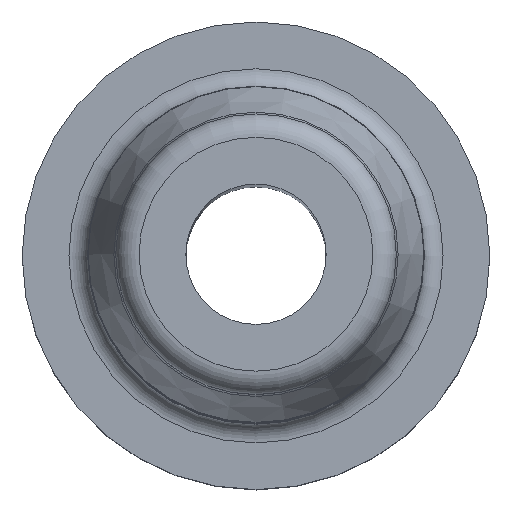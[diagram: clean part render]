
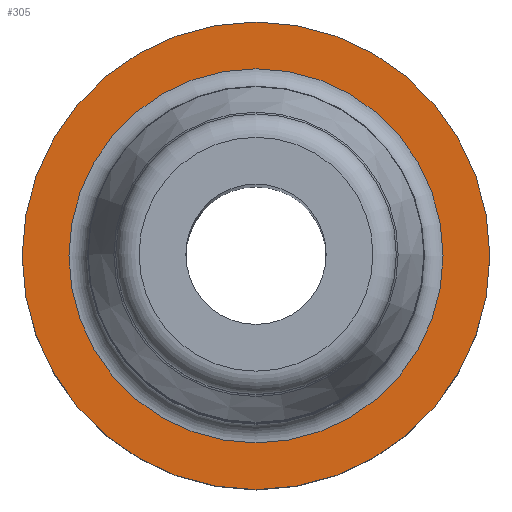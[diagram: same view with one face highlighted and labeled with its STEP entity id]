
A CAD part, top view. The second image highlights one B-rep face of the part: STEP entity #305.
In plain terms, the highlighted planar face has unit normal (0, 0, 1).
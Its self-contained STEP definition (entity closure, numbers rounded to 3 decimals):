
#36=PLANE('',#361);
#68=ORIENTED_EDGE('',*,*,#108,.T.);
#69=ORIENTED_EDGE('',*,*,#107,.F.);
#107=EDGE_CURVE('',#134,#134,#161,.T.);
#108=EDGE_CURVE('',#135,#135,#162,.T.);
#134=VERTEX_POINT('',#541);
#135=VERTEX_POINT('',#544);
#161=CIRCLE('',#360,2.5);
#162=CIRCLE('',#362,2.);
#203=EDGE_LOOP('',(#68));
#204=EDGE_LOOP('',(#69));
#257=FACE_BOUND('',#203,.T.);
#258=FACE_BOUND('',#204,.T.);
#305=ADVANCED_FACE('',(#257,#258),#36,.T.);
#360=AXIS2_PLACEMENT_3D('',#540,#446,#447);
#361=AXIS2_PLACEMENT_3D('',#542,#448,#449);
#362=AXIS2_PLACEMENT_3D('',#543,#450,#451);
#446=DIRECTION('',(0.,0.,-1.));
#447=DIRECTION('',(-1.,0.,0.));
#448=DIRECTION('',(0.,0.,1.));
#449=DIRECTION('',(1.,0.,0.));
#450=DIRECTION('',(0.,0.,-1.));
#451=DIRECTION('',(-1.,0.,0.));
#540=CARTESIAN_POINT('',(0.,0.,8.));
#541=CARTESIAN_POINT('',(-2.5,0.,8.));
#542=CARTESIAN_POINT('',(0.,2.5,8.));
#543=CARTESIAN_POINT('',(0.,0.,8.));
#544=CARTESIAN_POINT('',(-2.,0.,8.));
